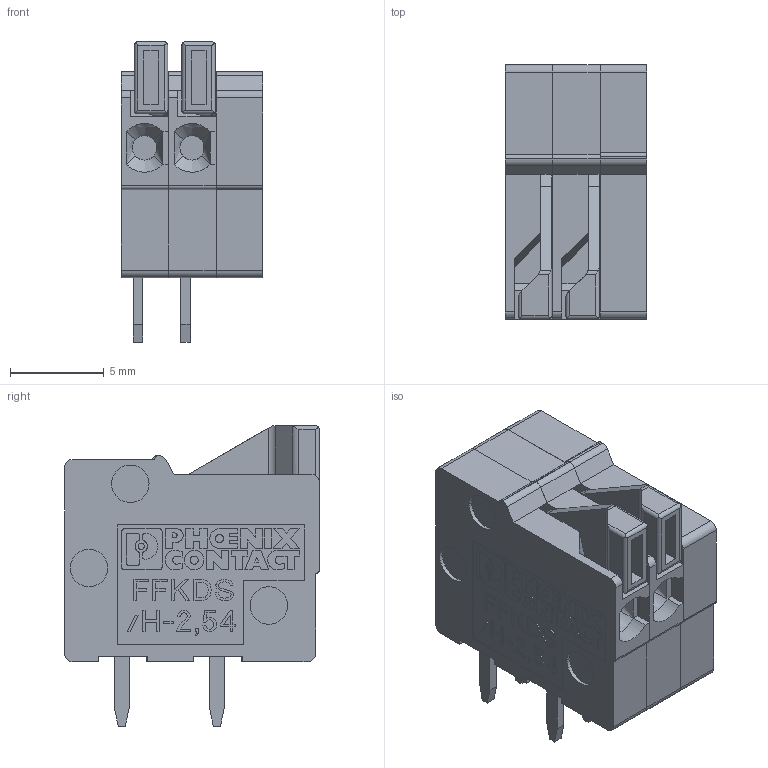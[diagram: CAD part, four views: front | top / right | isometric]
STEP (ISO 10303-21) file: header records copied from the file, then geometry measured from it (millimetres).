
FILE_DESCRIPTION(('Creo Elements/Direct Modeling STEP Export'),'2;1');
FILE_NAME('model.stp','2024-09-05T10:38:56',(''),(''),'Creo Elements/Direct Modeling STEP processor for AP214 (Solid Model)','Creo Elements/Direct Modeling 20.1D 10-Oct-2020 (C) Parametric Technology GmbH','');
FILE_SCHEMA(('AUTOMOTIVE_DESIGN { 1 0 10303 214 1 1 1 1 }'));
Length unit declared in the file: millimetre
Products named in the file (5): LP_FFKDS_H_2_54_3_45.1.1; LR_FFKDS_2_54_WIPPE.1; DK_D_FFKDS_2_54_DKL; PK_FFKDS_H_2_54_GEH; FFKDSA1_H-2.54-2
Assembly tree (9 placements, depth 2):
  FFKDSA1_H-2.54-2
    LP_FFKDS_H_2_54_3_45.1.1  x4
    LR_FFKDS_2_54_WIPPE.1  x2
    PK_FFKDS_H_2_54_GEH  x2
    DK_D_FFKDS_2_54_DKL
Bounding box: 7.58 x 13.6 x 16.05 mm (x, y, z)
Volume: 965 mm3; surface area: 1767.3 mm2
Topology: 9 solids, 9 shells, 1600 faces, 4420 edges, 2942 vertices
Faces by surface type: plane 1419, cylinder 88, extrusion 81, bspline 12
Entity records: 41300 total; most frequent: CARTESIAN_POINT 8009, ORIENTED_EDGE 5536, DIRECTION 4586, EDGE_CURVE 2768, VECTOR 2598, LINE 2549, VERTEX_POINT 1843, EDGE_LOOP 1059
